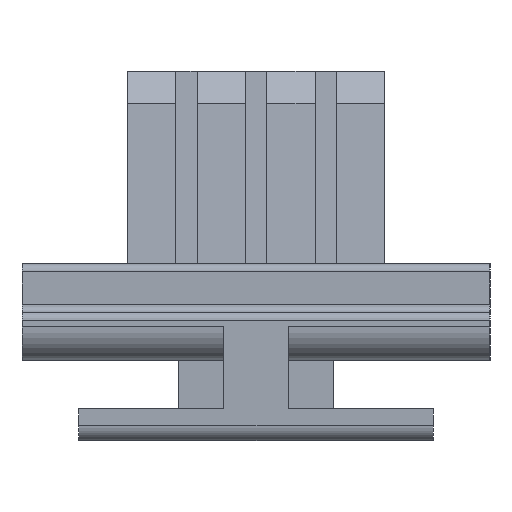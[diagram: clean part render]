
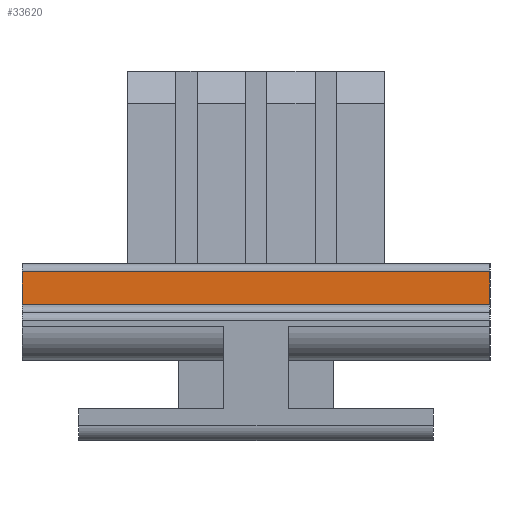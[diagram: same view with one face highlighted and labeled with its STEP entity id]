
A CAD part, left-side view. The second image highlights one B-rep face of the part: STEP entity #33620.
In plain terms, the highlighted planar face has unit normal (-1, 0, 0).
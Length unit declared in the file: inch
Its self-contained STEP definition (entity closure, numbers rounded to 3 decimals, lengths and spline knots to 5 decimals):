
#32029=CARTESIAN_POINT('Vertex',(0.33,0.,0.658)) ;
#32032=CARTESIAN_POINT('Line Origine',(0.33,0.,0.594)) ;
#32036=CARTESIAN_POINT('Vertex',(0.33,0.,0.53)) ;
#32129=CARTESIAN_POINT('Vertex',(0.33,1.82,0.53)) ;
#32132=CARTESIAN_POINT('Line Origine',(0.33,1.82,0.594)) ;
#32136=CARTESIAN_POINT('Vertex',(0.33,1.82,0.658)) ;
#33592=CARTESIAN_POINT('Line Origine',(0.33,0.91,0.53)) ;
#33604=CARTESIAN_POINT('Axis2P3D Location',(0.33,0.,0.53)) ;
#33609=CARTESIAN_POINT('Line Origine',(0.33,0.91,0.658)) ;
#32033=DIRECTION('Vector Direction',(0.,0.,0.039)) ;
#32133=DIRECTION('Vector Direction',(0.,0.,0.039)) ;
#33593=DIRECTION('Vector Direction',(0.,0.039,0.)) ;
#33605=DIRECTION('Axis2P3D Direction',(-0.039,0.,0.)) ;
#33606=DIRECTION('Axis2P3D XDirection',(0.,0.,0.039)) ;
#33610=DIRECTION('Vector Direction',(0.,0.039,0.)) ;
#33607=AXIS2_PLACEMENT_3D('Plane Axis2P3D',#33604,#33605,#33606) ;
#33615=ORIENTED_EDGE('',*,*,#33596,.F.) ;
#33616=ORIENTED_EDGE('',*,*,#32038,.T.) ;
#33617=ORIENTED_EDGE('',*,*,#33613,.T.) ;
#33618=ORIENTED_EDGE('',*,*,#32138,.F.) ;
#32034=VECTOR('Line Direction',#32033,0.03937) ;
#32134=VECTOR('Line Direction',#32133,0.03937) ;
#33594=VECTOR('Line Direction',#33593,0.03937) ;
#33611=VECTOR('Line Direction',#33610,0.03937) ;
#33620=ADVANCED_FACE('PartBody ( *SOL1003 - wsp CMHE0050 -  )',(#33619),#33608,.T.) ;
#32038=EDGE_CURVE('',#32037,#32030,#32035,.T.) ;
#32138=EDGE_CURVE('',#32130,#32137,#32135,.T.) ;
#33596=EDGE_CURVE('',#32037,#32130,#33595,.T.) ;
#33613=EDGE_CURVE('',#32030,#32137,#33612,.T.) ;
#33614=EDGE_LOOP('',(#33615,#33616,#33617,#33618)) ;
#33619=FACE_OUTER_BOUND('',#33614,.T.) ;
#32035=LINE('Line',#32032,#32034) ;
#32135=LINE('Line',#32132,#32134) ;
#33595=LINE('Line',#33592,#33594) ;
#33612=LINE('Line',#33609,#33611) ;
#33608=PLANE('',#33607) ;
#32030=VERTEX_POINT('',#32029) ;
#32037=VERTEX_POINT('',#32036) ;
#32130=VERTEX_POINT('',#32129) ;
#32137=VERTEX_POINT('',#32136) ;
